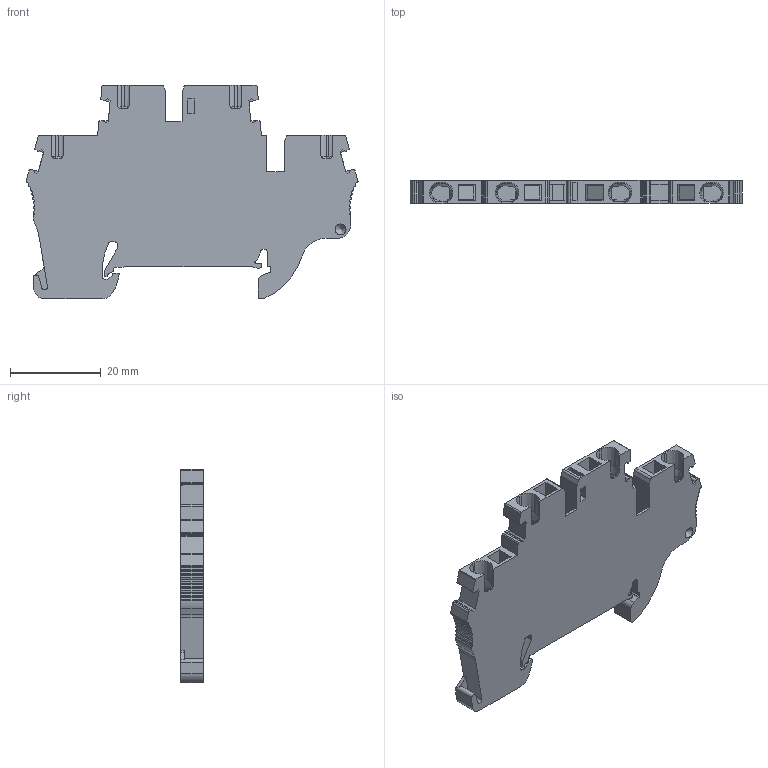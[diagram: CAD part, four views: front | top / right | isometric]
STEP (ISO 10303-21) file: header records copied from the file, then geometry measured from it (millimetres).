
FILE_DESCRIPTION(/* description */ ('Unknown'),/* implementation_level */ '2;1');
FILE_NAME(/* name */ 'SQ2.5-2T_3D_SOLID',/* time_stamp */ '2021-04-21T15:51:24+05:00',/* author */ ('Unknown'),/* organization */ ('Unknown'),/* preprocessor_version */ 'ST-DEVELOPER v16.7',/* originating_system */ 'DEX',/* authorisation */ $);
FILE_SCHEMA (('AUTOMOTIVE_DESIGN {1 0 10303 214 3 1 1}'));
Length unit declared in the file: millimetre
Products named in the file (1): SQ2.5-2T_3D_SOLID
Bounding box: 73.16 x 5 x 47 mm (x, y, z)
Volume: 10200 mm3; surface area: 8106.3 mm2
Topology: 1 solids, 1 shells, 380 faces, 1135 edges, 758 vertices
Faces by surface type: plane 218, cylinder 145, cone 9, bspline 8
Entity records: 13368 total; most frequent: CARTESIAN_POINT 2955, ORIENTED_EDGE 2264, DIRECTION 2108, EDGE_CURVE 1132, LINE 772, VECTOR 772, VERTEX_POINT 757, AXIS2_PLACEMENT_3D 668
